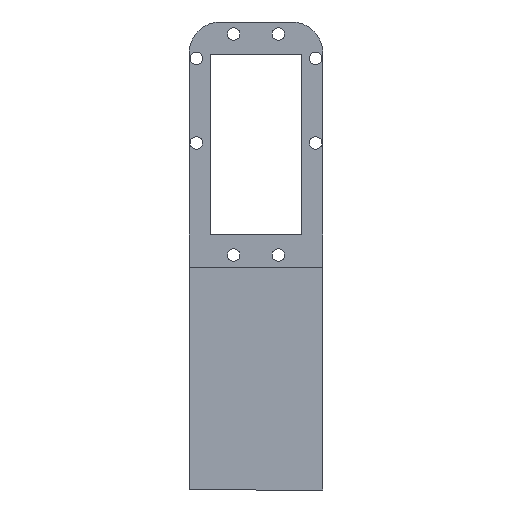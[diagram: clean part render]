
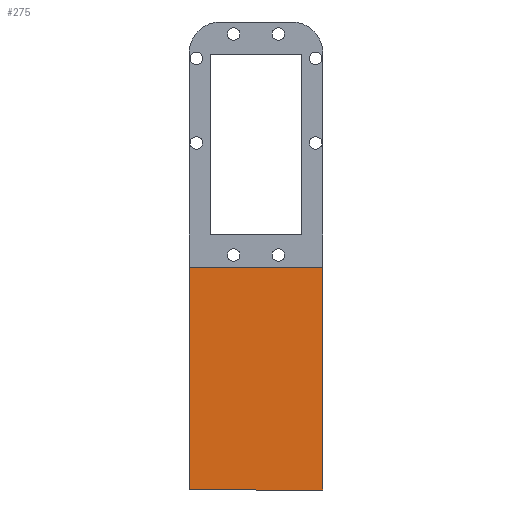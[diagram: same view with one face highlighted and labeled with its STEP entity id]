
A CAD part, left-side view. The second image highlights one B-rep face of the part: STEP entity #275.
In plain terms, the highlighted planar face has unit normal (-1, 0, 0).
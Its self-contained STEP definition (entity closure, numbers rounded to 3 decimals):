
#5 = VECTOR ( 'NONE', #646, 1000. ) ;
#6 = CARTESIAN_POINT ( 'NONE',  ( 0., 15., -87.5 ) ) ;
#14 = DIRECTION ( 'NONE',  ( 0., 1., 0. ) ) ;
#16 = AXIS2_PLACEMENT_3D ( 'NONE', #826, #465, #208 ) ;
#47 = CARTESIAN_POINT ( 'NONE',  ( 0., -15., -37.5 ) ) ;
#81 = CARTESIAN_POINT ( 'NONE',  ( 0., -15., -37.5 ) ) ;
#115 = ORIENTED_EDGE ( 'NONE', *, *, #439, .F. ) ;
#195 = VECTOR ( 'NONE', #1015, 1000. ) ;
#207 = CARTESIAN_POINT ( 'NONE',  ( 0., 15., -37.5 ) ) ;
#208 = DIRECTION ( 'NONE',  ( 0., 0., 1. ) ) ;
#215 = PLANE ( 'NONE',  #16 ) ;
#239 = ORIENTED_EDGE ( 'NONE', *, *, #788, .F. ) ;
#251 = VERTEX_POINT ( 'NONE', #652 ) ;
#275 = ADVANCED_FACE ( 'NONE', ( #1095 ), #215, .T. ) ;
#314 = LINE ( 'NONE', #651, #195 ) ;
#343 = DIRECTION ( 'NONE',  ( 0., 0., -1. ) ) ;
#369 = VERTEX_POINT ( 'NONE', #950 ) ;
#375 = LINE ( 'NONE', #6, #881 ) ;
#439 = EDGE_CURVE ( 'NONE', #251, #369, #375, .T. ) ;
#465 = DIRECTION ( 'NONE',  ( -1., 0., 0. ) ) ;
#520 = VERTEX_POINT ( 'NONE', #207 ) ;
#540 = EDGE_CURVE ( 'NONE', #520, #1033, #747, .T. ) ;
#617 = ORIENTED_EDGE ( 'NONE', *, *, #628, .F. ) ;
#628 = EDGE_CURVE ( 'NONE', #369, #520, #314, .T. ) ;
#646 = DIRECTION ( 'NONE',  ( 0., -1., 0. ) ) ;
#651 = CARTESIAN_POINT ( 'NONE',  ( 0., 15., -37.5 ) ) ;
#652 = CARTESIAN_POINT ( 'NONE',  ( 0., -15., -87.5 ) ) ;
#747 = LINE ( 'NONE', #1002, #5 ) ;
#766 = ORIENTED_EDGE ( 'NONE', *, *, #540, .F. ) ;
#788 = EDGE_CURVE ( 'NONE', #1033, #251, #872, .T. ) ;
#826 = CARTESIAN_POINT ( 'NONE',  ( 0., 0., 0. ) ) ;
#872 = LINE ( 'NONE', #81, #997 ) ;
#878 = EDGE_LOOP ( 'NONE', ( #766, #617, #115, #239 ) ) ;
#881 = VECTOR ( 'NONE', #14, 1000. ) ;
#950 = CARTESIAN_POINT ( 'NONE',  ( 0., 15., -87.5 ) ) ;
#997 = VECTOR ( 'NONE', #343, 1000. ) ;
#1002 = CARTESIAN_POINT ( 'NONE',  ( 0., 15., -37.5 ) ) ;
#1015 = DIRECTION ( 'NONE',  ( 0., 0., 1. ) ) ;
#1033 = VERTEX_POINT ( 'NONE', #47 ) ;
#1095 = FACE_OUTER_BOUND ( 'NONE', #878, .T. ) ;
